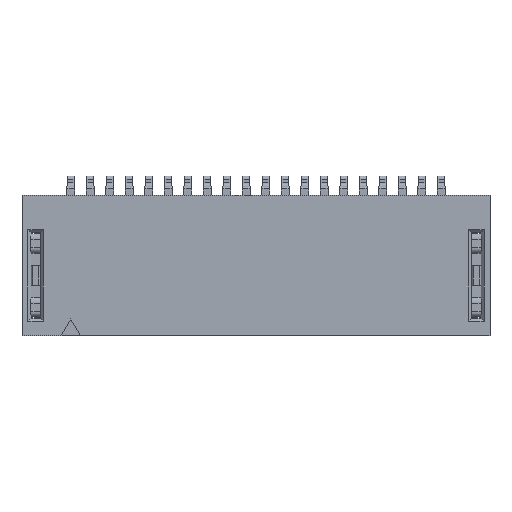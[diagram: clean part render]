
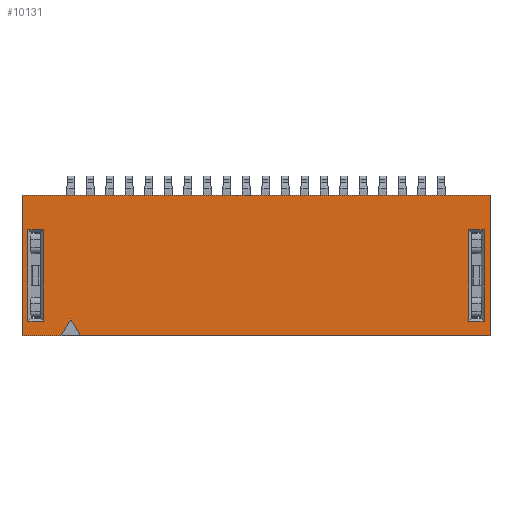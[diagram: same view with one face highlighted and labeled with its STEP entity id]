
A CAD part, top view. The second image highlights one B-rep face of the part: STEP entity #10131.
In plain terms, the highlighted planar face has unit normal (0, 0, 1).
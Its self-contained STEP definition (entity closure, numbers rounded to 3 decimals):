
#478=ORIENTED_EDGE('',*,*,#3556,.T.);
#479=ORIENTED_EDGE('',*,*,#3557,.T.);
#480=ORIENTED_EDGE('',*,*,#3558,.T.);
#481=ORIENTED_EDGE('',*,*,#3559,.T.);
#482=ORIENTED_EDGE('',*,*,#3560,.T.);
#483=ORIENTED_EDGE('',*,*,#3561,.T.);
#484=ORIENTED_EDGE('',*,*,#3562,.T.);
#485=ORIENTED_EDGE('',*,*,#3563,.T.);
#486=ORIENTED_EDGE('',*,*,#3564,.F.);
#487=ORIENTED_EDGE('',*,*,#3565,.T.);
#488=ORIENTED_EDGE('',*,*,#3566,.T.);
#489=ORIENTED_EDGE('',*,*,#3567,.F.);
#490=ORIENTED_EDGE('',*,*,#3568,.T.);
#491=ORIENTED_EDGE('',*,*,#3569,.T.);
#492=ORIENTED_EDGE('',*,*,#3570,.F.);
#3556=EDGE_CURVE('',#5095,#5096,#6097,.T.);
#3557=EDGE_CURVE('',#5096,#5097,#6098,.T.);
#3558=EDGE_CURVE('',#5097,#5098,#6099,.T.);
#3559=EDGE_CURVE('',#5098,#5095,#6100,.T.);
#3560=EDGE_CURVE('',#5099,#5100,#6101,.T.);
#3561=EDGE_CURVE('',#5100,#5101,#6102,.T.);
#3562=EDGE_CURVE('',#5101,#5102,#6103,.T.);
#3563=EDGE_CURVE('',#5102,#5099,#6104,.T.);
#3564=EDGE_CURVE('',#5103,#5104,#6105,.T.);
#3565=EDGE_CURVE('',#5103,#5105,#6106,.T.);
#3566=EDGE_CURVE('',#5105,#5106,#6107,.T.);
#3567=EDGE_CURVE('',#5107,#5106,#6108,.T.);
#3568=EDGE_CURVE('',#5107,#5108,#6109,.T.);
#3569=EDGE_CURVE('',#5108,#5109,#6110,.T.);
#3570=EDGE_CURVE('',#5104,#5109,#6111,.T.);
#5095=VERTEX_POINT('',#15236);
#5096=VERTEX_POINT('',#15237);
#5097=VERTEX_POINT('',#15239);
#5098=VERTEX_POINT('',#15241);
#5099=VERTEX_POINT('',#15244);
#5100=VERTEX_POINT('',#15245);
#5101=VERTEX_POINT('',#15247);
#5102=VERTEX_POINT('',#15249);
#5103=VERTEX_POINT('',#15252);
#5104=VERTEX_POINT('',#15253);
#5105=VERTEX_POINT('',#15255);
#5106=VERTEX_POINT('',#15257);
#5107=VERTEX_POINT('',#15259);
#5108=VERTEX_POINT('',#15261);
#5109=VERTEX_POINT('',#15263);
#6097=LINE('',#15235,#7422);
#6098=LINE('',#15238,#7423);
#6099=LINE('',#15240,#7424);
#6100=LINE('',#15242,#7425);
#6101=LINE('',#15243,#7426);
#6102=LINE('',#15246,#7427);
#6103=LINE('',#15248,#7428);
#6104=LINE('',#15250,#7429);
#6105=LINE('',#15251,#7430);
#6106=LINE('',#15254,#7431);
#6107=LINE('',#15256,#7432);
#6108=LINE('',#15258,#7433);
#6109=LINE('',#15260,#7434);
#6110=LINE('',#15262,#7435);
#6111=LINE('',#15264,#7436);
#7422=VECTOR('',#12412,1000.);
#7423=VECTOR('',#12413,1000.);
#7424=VECTOR('',#12414,1000.);
#7425=VECTOR('',#12415,1000.);
#7426=VECTOR('',#12416,1000.);
#7427=VECTOR('',#12417,1000.);
#7428=VECTOR('',#12418,1000.);
#7429=VECTOR('',#12419,1000.);
#7430=VECTOR('',#12420,1000.);
#7431=VECTOR('',#12421,1000.);
#7432=VECTOR('',#12422,1000.);
#7433=VECTOR('',#12423,1000.);
#7434=VECTOR('',#12424,1000.);
#7435=VECTOR('',#12425,1000.);
#7436=VECTOR('',#12426,1000.);
#8723=EDGE_LOOP('',(#478,#479,#480,#481));
#8724=EDGE_LOOP('',(#482,#483,#484,#485));
#8725=EDGE_LOOP('',(#486,#487,#488,#489,#490,#491,#492));
#9234=FACE_BOUND('',#8723,.T.);
#9235=FACE_BOUND('',#8724,.T.);
#9236=FACE_BOUND('',#8725,.T.);
#9741=PLANE('',#11637);
#10131=ADVANCED_FACE('',(#9234,#9235,#9236),#9741,.T.);
#11637=AXIS2_PLACEMENT_3D('',#15234,#12410,#12411);
#12410=DIRECTION('',(0.,0.,1.));
#12411=DIRECTION('',(0.,-1.,0.));
#12412=DIRECTION('',(-1.,0.,0.));
#12413=DIRECTION('',(0.,1.,0.));
#12414=DIRECTION('',(1.,0.,0.));
#12415=DIRECTION('',(0.,-1.,0.));
#12416=DIRECTION('',(0.,1.,0.));
#12417=DIRECTION('',(1.,0.,0.));
#12418=DIRECTION('',(0.,-1.,0.));
#12419=DIRECTION('',(-1.,0.,0.));
#12420=DIRECTION('',(-1.,0.,0.));
#12421=DIRECTION('',(0.5,0.866,0.));
#12422=DIRECTION('',(0.5,-0.866,0.));
#12423=DIRECTION('',(-1.,0.,0.));
#12424=DIRECTION('',(0.,1.,0.));
#12425=DIRECTION('',(-1.,0.,0.));
#12426=DIRECTION('',(0.,1.,0.));
#15234=CARTESIAN_POINT('',(6.,-1.8,0.58));
#15235=CARTESIAN_POINT('',(5.525,-1.425,0.58));
#15236=CARTESIAN_POINT('',(5.85,-1.425,0.58));
#15237=CARTESIAN_POINT('',(5.45,-1.425,0.58));
#15238=CARTESIAN_POINT('',(5.45,0.85,0.58));
#15239=CARTESIAN_POINT('',(5.45,0.925,0.58));
#15240=CARTESIAN_POINT('',(5.775,0.925,0.58));
#15241=CARTESIAN_POINT('',(5.85,0.925,0.58));
#15242=CARTESIAN_POINT('',(5.85,-1.35,0.58));
#15243=CARTESIAN_POINT('',(-5.85,-1.8,0.58));
#15244=CARTESIAN_POINT('',(-5.85,-1.425,0.58));
#15245=CARTESIAN_POINT('',(-5.85,0.925,0.58));
#15246=CARTESIAN_POINT('',(6.,0.925,0.58));
#15247=CARTESIAN_POINT('',(-5.45,0.925,0.58));
#15248=CARTESIAN_POINT('',(-5.45,-1.8,0.58));
#15249=CARTESIAN_POINT('',(-5.45,-1.425,0.58));
#15250=CARTESIAN_POINT('',(6.,-1.425,0.58));
#15251=CARTESIAN_POINT('',(6.,-1.8,0.58));
#15252=CARTESIAN_POINT('',(-5.,-1.8,0.58));
#15253=CARTESIAN_POINT('',(-6.,-1.8,0.58));
#15254=CARTESIAN_POINT('',(-5.,-1.8,0.58));
#15255=CARTESIAN_POINT('',(-4.75,-1.367,0.58));
#15256=CARTESIAN_POINT('',(-4.75,-1.367,0.58));
#15257=CARTESIAN_POINT('',(-4.5,-1.8,0.58));
#15258=CARTESIAN_POINT('',(6.,-1.8,0.58));
#15259=CARTESIAN_POINT('',(6.,-1.8,0.58));
#15260=CARTESIAN_POINT('',(6.,-1.8,0.58));
#15261=CARTESIAN_POINT('',(6.,1.8,0.58));
#15262=CARTESIAN_POINT('',(6.,1.8,0.58));
#15263=CARTESIAN_POINT('',(-6.,1.8,0.58));
#15264=CARTESIAN_POINT('',(-6.,-1.8,0.58));
